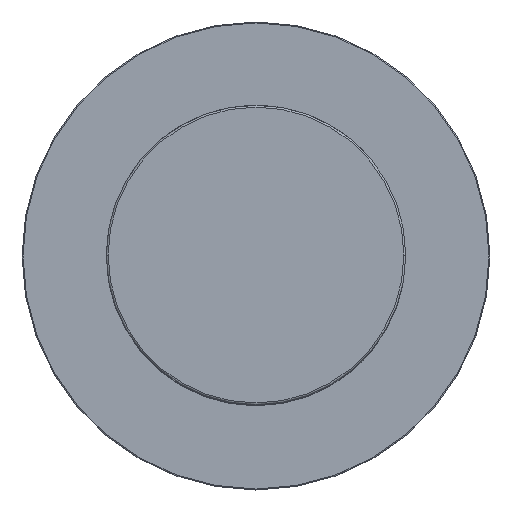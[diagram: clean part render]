
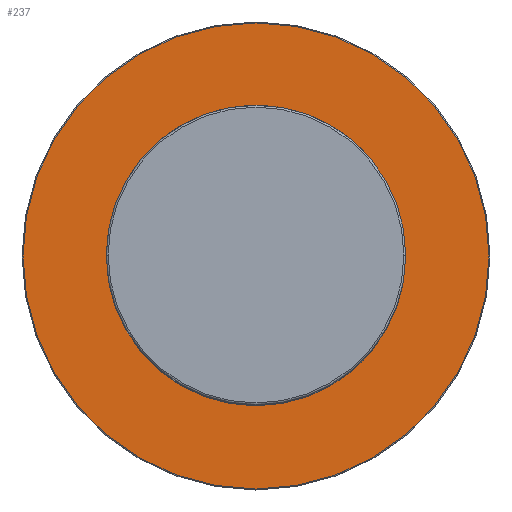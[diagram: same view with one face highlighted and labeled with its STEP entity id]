
A CAD part, top view. The second image highlights one B-rep face of the part: STEP entity #237.
In plain terms, the highlighted planar face has unit normal (0, 0, 1).
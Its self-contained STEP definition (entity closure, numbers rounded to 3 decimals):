
#5 = VERTEX_POINT ( 'NONE', #513 ) ;
#168 = VERTEX_POINT ( 'NONE', #485 ) ;
#237 = ADVANCED_FACE ( 'NONE', ( #782, #630 ), #1228, .T. ) ;
#290 = DIRECTION ( 'NONE',  ( 1., 0., 0. ) ) ;
#304 = CARTESIAN_POINT ( 'NONE',  ( 0., 0., 4. ) ) ;
#309 = AXIS2_PLACEMENT_3D ( 'NONE', #506, #1691, #1086 ) ;
#324 = CARTESIAN_POINT ( 'NONE',  ( -24.9, 0., 4. ) ) ;
#359 = VERTEX_POINT ( 'NONE', #1442 ) ;
#443 = CARTESIAN_POINT ( 'NONE',  ( 0., 0., 4. ) ) ;
#479 = CIRCLE ( 'NONE', #1418, 24.9 ) ;
#485 = CARTESIAN_POINT ( 'NONE',  ( -10.1, 0., 4. ) ) ;
#487 = DIRECTION ( 'NONE',  ( 0., 0., 1. ) ) ;
#506 = CARTESIAN_POINT ( 'NONE',  ( 0., 0., 4. ) ) ;
#513 = CARTESIAN_POINT ( 'NONE',  ( 10.1, 0., 4. ) ) ;
#544 = AXIS2_PLACEMENT_3D ( 'NONE', #702, #1296, #1422 ) ;
#611 = CIRCLE ( 'NONE', #1605, 24.9 ) ;
#630 = FACE_OUTER_BOUND ( 'NONE', #692, .T. ) ;
#669 = EDGE_CURVE ( 'NONE', #5, #168, #1545, .T. ) ;
#685 = EDGE_CURVE ( 'NONE', #359, #1311, #611, .T. ) ;
#692 = EDGE_LOOP ( 'NONE', ( #915, #1594 ) ) ;
#702 = CARTESIAN_POINT ( 'NONE',  ( 0., 0., 4. ) ) ;
#739 = DIRECTION ( 'NONE',  ( 0., 0., 1. ) ) ;
#782 = FACE_BOUND ( 'NONE', #1301, .T. ) ;
#906 = DIRECTION ( 'NONE',  ( 1., 0., 0. ) ) ;
#915 = ORIENTED_EDGE ( 'NONE', *, *, #685, .T. ) ;
#1086 = DIRECTION ( 'NONE',  ( 1., 0., 0. ) ) ;
#1107 = ORIENTED_EDGE ( 'NONE', *, *, #1415, .T. ) ;
#1137 = EDGE_CURVE ( 'NONE', #1311, #359, #479, .T. ) ;
#1182 = DIRECTION ( 'NONE',  ( 0., 0., -1. ) ) ;
#1188 = DIRECTION ( 'NONE',  ( 1., 0., 0. ) ) ;
#1228 = PLANE ( 'NONE',  #309 ) ;
#1271 = AXIS2_PLACEMENT_3D ( 'NONE', #443, #1182, #1188 ) ;
#1296 = DIRECTION ( 'NONE',  ( 0., 0., -1. ) ) ;
#1301 = EDGE_LOOP ( 'NONE', ( #1611, #1107 ) ) ;
#1311 = VERTEX_POINT ( 'NONE', #324 ) ;
#1415 = EDGE_CURVE ( 'NONE', #168, #5, #1630, .T. ) ;
#1418 = AXIS2_PLACEMENT_3D ( 'NONE', #1760, #739, #290 ) ;
#1422 = DIRECTION ( 'NONE',  ( 1., 0., 0. ) ) ;
#1442 = CARTESIAN_POINT ( 'NONE',  ( 24.9, 0., 4. ) ) ;
#1545 = CIRCLE ( 'NONE', #1271, 10.1 ) ;
#1594 = ORIENTED_EDGE ( 'NONE', *, *, #1137, .T. ) ;
#1605 = AXIS2_PLACEMENT_3D ( 'NONE', #304, #487, #906 ) ;
#1611 = ORIENTED_EDGE ( 'NONE', *, *, #669, .T. ) ;
#1630 = CIRCLE ( 'NONE', #544, 10.1 ) ;
#1691 = DIRECTION ( 'NONE',  ( 0., 0., 1. ) ) ;
#1760 = CARTESIAN_POINT ( 'NONE',  ( 0., 0., 4. ) ) ;
